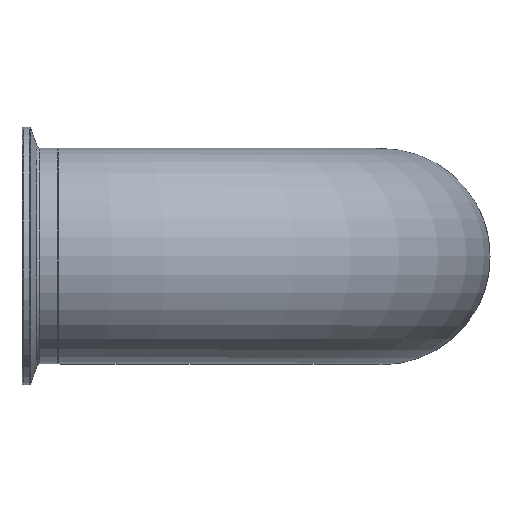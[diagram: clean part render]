
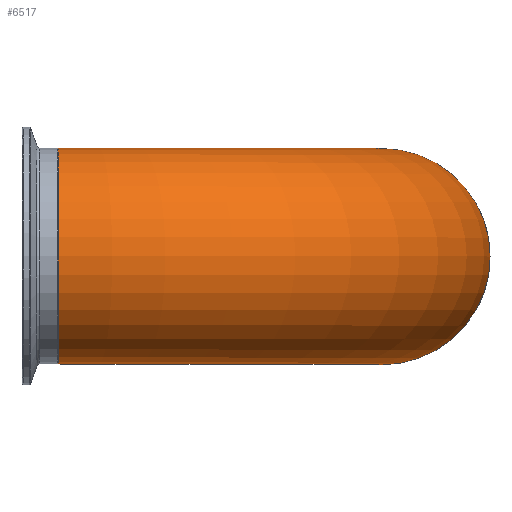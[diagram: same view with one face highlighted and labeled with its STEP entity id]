
A CAD part, top view. The second image highlights one B-rep face of the part: STEP entity #6517.
In plain terms, the highlighted toroidal (fillet/blend) face has major radius 114.3 mm and minor radius 38.1 mm.
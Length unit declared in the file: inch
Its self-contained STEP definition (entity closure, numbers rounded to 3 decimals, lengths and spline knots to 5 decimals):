
#17=TOROIDAL_SURFACE('',#6872,4.5,1.5);
#102=FACE_BOUND('',#1183,.T.);
#783=FACE_OUTER_BOUND('',#1182,.T.);
#1182=EDGE_LOOP('',(#6046));
#1183=EDGE_LOOP('',(#6047));
#2168=CIRCLE('',#6854,1.5);
#2171=CIRCLE('',#6862,1.5);
#3178=VERTEX_POINT('',#14467);
#3181=VERTEX_POINT('',#14478);
#4138=EDGE_CURVE('',#3178,#3178,#2168,.T.);
#4141=EDGE_CURVE('',#3181,#3181,#2171,.T.);
#6046=ORIENTED_EDGE('',*,*,#4141,.T.);
#6047=ORIENTED_EDGE('',*,*,#4138,.F.);
#6517=ADVANCED_FACE('',(#783,#102),#17,.T.);
#6854=AXIS2_PLACEMENT_3D('',#14468,#7954,#7955);
#6862=AXIS2_PLACEMENT_3D('',#14479,#7970,#7971);
#6872=AXIS2_PLACEMENT_3D('',#14493,#7990,#7991);
#7954=DIRECTION('center_axis',(0.,0.,
-1.));
#7955=DIRECTION('ref_axis',(-1.,0.,0.));
#7970=DIRECTION('center_axis',(1.,0.,0.));
#7971=DIRECTION('ref_axis',(0.,0.,
-1.));
#7990=DIRECTION('center_axis',(0.,-1.,0.));
#7991=DIRECTION('ref_axis',(0.,0.,
-1.));
#14467=CARTESIAN_POINT('',(6.5,0.,-4.5));
#14468=CARTESIAN_POINT('Origin',(5.,0.,-4.5));
#14478=CARTESIAN_POINT('',(0.5,0.,1.5));
#14479=CARTESIAN_POINT('Origin',(0.5,0.,0.));
#14493=CARTESIAN_POINT('Origin',(0.5,0.,
-4.5));
